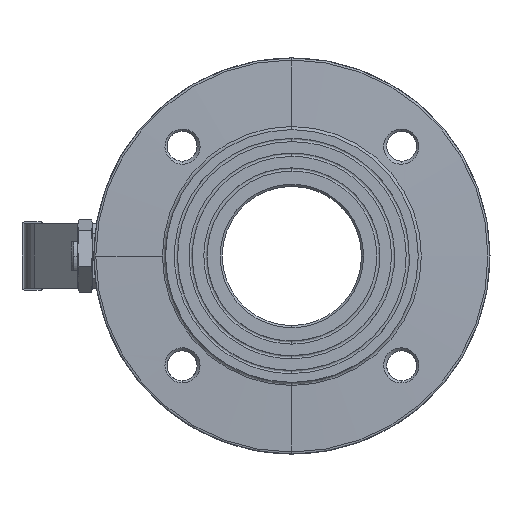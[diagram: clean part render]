
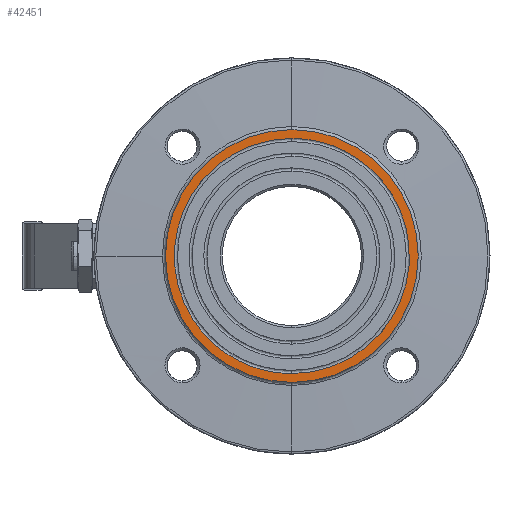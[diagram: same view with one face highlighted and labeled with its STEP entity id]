
A CAD part, left-side view. The second image highlights one B-rep face of the part: STEP entity #42451.
In plain terms, the highlighted planar face has unit normal (-1, 0, 0).
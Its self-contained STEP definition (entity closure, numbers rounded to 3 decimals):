
#30486 = EDGE_CURVE ( 'NONE', #30513, #30503, #34213, .T. ) ;
#30498 = EDGE_CURVE ( 'NONE', #30503, #30513, #34229, .T. ) ;
#30503 = VERTEX_POINT ( 'NONE', #34242 ) ;
#30513 = VERTEX_POINT ( 'NONE', #34281 ) ;
#34208 = CARTESIAN_POINT ( 'NONE',  ( -105., 0., 54.867 ) ) ;
#34209 = CARTESIAN_POINT ( 'NONE',  ( -105., -109.733, 54.867 ) ) ;
#34210 = CARTESIAN_POINT ( 'NONE',  ( -105., -109.733, -54.867 ) ) ;
#34211 = CARTESIAN_POINT ( 'NONE',  ( -105., 0., -54.867 ) ) ;
#34213 =( BOUNDED_CURVE ( )  B_SPLINE_CURVE ( 3, ( #34211, #34210, #34209, #34208 ),
 .UNSPECIFIED., .F., .F. ) 
 B_SPLINE_CURVE_WITH_KNOTS ( ( 4, 4 ),
 ( 0., 1. ),
 .UNSPECIFIED. ) 
 CURVE ( )  GEOMETRIC_REPRESENTATION_ITEM ( )  RATIONAL_B_SPLINE_CURVE ( ( 0.931, 0.31, 0.31, 0.931 ) ) 
 REPRESENTATION_ITEM ( '' )  );
#34229 =( BOUNDED_CURVE ( )  B_SPLINE_CURVE ( 3, ( #34248, #34247, #34246, #34245 ),
 .UNSPECIFIED., .F., .F. ) 
 B_SPLINE_CURVE_WITH_KNOTS ( ( 4, 4 ),
 ( 0., 1. ),
 .UNSPECIFIED. ) 
 CURVE ( )  GEOMETRIC_REPRESENTATION_ITEM ( )  RATIONAL_B_SPLINE_CURVE ( ( 0.931, 0.31, 0.31, 0.931 ) ) 
 REPRESENTATION_ITEM ( '' )  );
#34242 = CARTESIAN_POINT ( 'NONE',  ( -105., 0., 54.867 ) ) ;
#34245 = CARTESIAN_POINT ( 'NONE',  ( -105., 0., -54.867 ) ) ;
#34246 = CARTESIAN_POINT ( 'NONE',  ( -105., 109.733, -54.867 ) ) ;
#34247 = CARTESIAN_POINT ( 'NONE',  ( -105., 109.733, 54.867 ) ) ;
#34248 = CARTESIAN_POINT ( 'NONE',  ( -105., 0., 54.867 ) ) ;
#34281 = CARTESIAN_POINT ( 'NONE',  ( -105., 0., -54.867 ) ) ;
#42450 = EDGE_LOOP ( 'NONE', ( #42452, #42516 ) ) ;
#42451 = ADVANCED_FACE ( 'NONE', ( #55864, #55867 ), #55892, .F. ) ;
#42452 = ORIENTED_EDGE ( 'NONE', *, *, #42454, .F. ) ;
#42454 = EDGE_CURVE ( 'NONE', #42513, #42514, #55875, .T. ) ;
#42513 = VERTEX_POINT ( 'NONE', #56008 ) ;
#42514 = VERTEX_POINT ( 'NONE', #56007 ) ;
#42516 = ORIENTED_EDGE ( 'NONE', *, *, #42518, .F. ) ;
#42518 = EDGE_CURVE ( 'NONE', #42514, #42513, #56006, .T. ) ;
#42520 = EDGE_LOOP ( 'NONE', ( #42522, #42523 ) ) ;
#42522 = ORIENTED_EDGE ( 'NONE', *, *, #30498, .F. ) ;
#42523 = ORIENTED_EDGE ( 'NONE', *, *, #30486, .F. ) ;
#55864 = FACE_OUTER_BOUND ( 'NONE', #42450, .T. ) ;
#55867 = FACE_BOUND ( 'NONE', #42520, .T. ) ;
#55872 = DIRECTION ( 'NONE',  ( 0., 0., 1. ) ) ;
#55873 = DIRECTION ( 'NONE',  ( 1., 0., 0. ) ) ;
#55874 = AXIS2_PLACEMENT_3D ( 'NONE', #55893, #55873, #55872 ) ;
#55875 = CIRCLE ( 'NONE', #55874, 59. ) ;
#55876 = DIRECTION ( 'NONE',  ( 0., 0., -1. ) ) ;
#55877 = DIRECTION ( 'NONE',  ( 1., 0., 0. ) ) ;
#55890 = CARTESIAN_POINT ( 'NONE',  ( -105., -59.708, 59.708 ) ) ;
#55891 = AXIS2_PLACEMENT_3D ( 'NONE', #55890, #55877, #55876 ) ;
#55892 = PLANE ( 'NONE',  #55891 ) ;
#55893 = CARTESIAN_POINT ( 'NONE',  ( -105., 0., 0. ) ) ;
#56002 = DIRECTION ( 'NONE',  ( 0., 0., 1. ) ) ;
#56003 = DIRECTION ( 'NONE',  ( 1., 0., 0. ) ) ;
#56004 = CARTESIAN_POINT ( 'NONE',  ( -105., 0., 0. ) ) ;
#56005 = AXIS2_PLACEMENT_3D ( 'NONE', #56004, #56003, #56002 ) ;
#56006 = CIRCLE ( 'NONE', #56005, 59. ) ;
#56007 = CARTESIAN_POINT ( 'NONE',  ( -105., 0., -59. ) ) ;
#56008 = CARTESIAN_POINT ( 'NONE',  ( -105., 0., 59. ) ) ;
